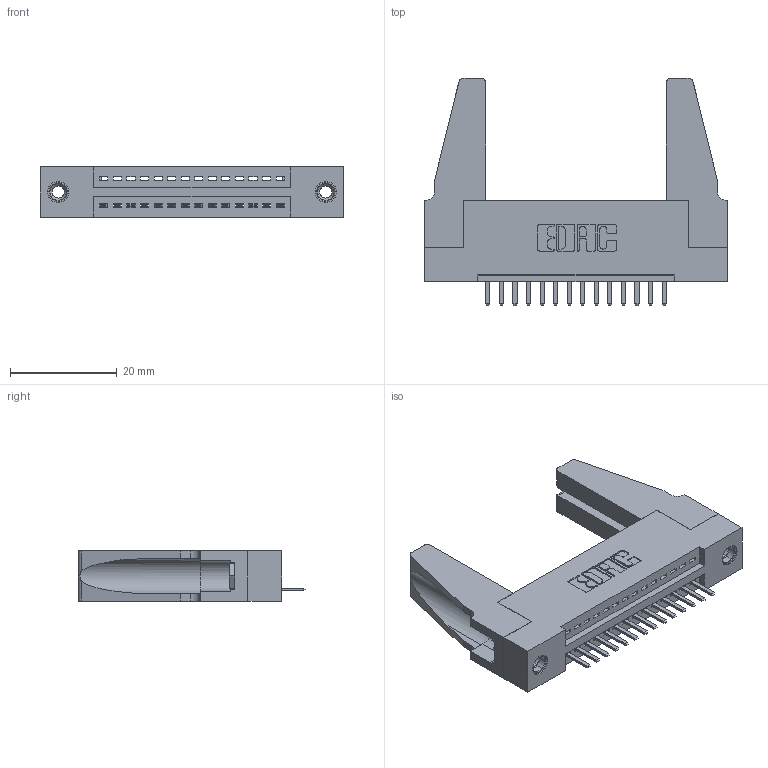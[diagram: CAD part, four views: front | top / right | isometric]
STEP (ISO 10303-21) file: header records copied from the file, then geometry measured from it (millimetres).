
FILE_DESCRIPTION (( 'STEP AP203' ), '1' );
FILE_NAME ('395-014-520-188.STEP', '2019-10-16T03:45:39', ( '' ), ( '' ), 'SwSTEP 2.0', 'SolidWorks 2016', '' );
FILE_SCHEMA (( 'CONFIG_CONTROL_DESIGN' ));
Length unit declared in the file: inch
Products named in the file (5): 345-292-001_345-293-120; 345-250-001_345-250-001-102; 345-220-078_345-220-088; 395-014-520-188; 345 Part_Flush Mounting Lugs - 0.156 Dia-TH
Assembly tree (19 placements, depth 2):
  395-014-520-188
    345 Part_Flush Mounting Lugs - 0.156 Dia-TH
    345-292-001_345-293-120  x14
    345-250-001_345-250-001-102  x2
    345-220-078_345-220-088  x2
Bounding box: 56.79 x 42.55 x 9.4 mm (x, y, z)
Volume: 8377.3 mm3; surface area: 9427.3 mm2
Topology: 19 solids, 19 shells, 1118 faces, 3231 edges, 2106 vertices
Faces by surface type: plane 740, cylinder 362, cone 12, torus 4
Entity records: 16568 total; most frequent: CARTESIAN_POINT 2872, ORIENTED_EDGE 2768, DIRECTION 2544, EDGE_CURVE 1384, VECTOR 1150, LINE 1150, VERTEX_POINT 914, AXIS2_PLACEMENT_3D 697
